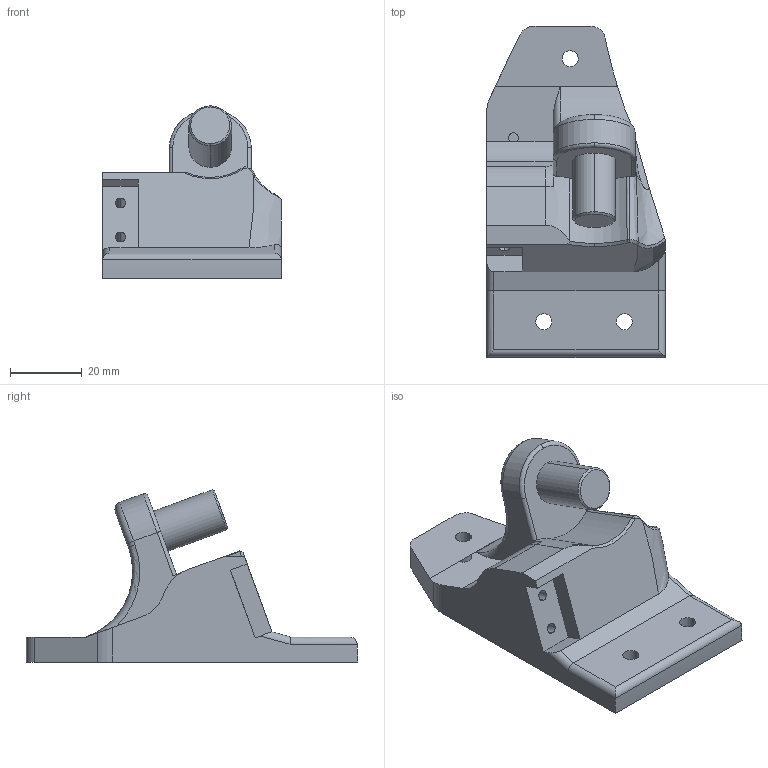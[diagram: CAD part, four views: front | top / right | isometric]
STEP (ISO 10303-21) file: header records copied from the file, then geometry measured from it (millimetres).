
FILE_DESCRIPTION (( 'STEP AP203' ), '1' );
FILE_NAME ('04_rollmount right_20°_v5_2020base.STEP', '2020-06-15T08:57:14', ( '' ), ( '' ), 'SwSTEP 2.0', 'SolidWorks 2020', '' );
FILE_SCHEMA (( 'CONFIG_CONTROL_DESIGN' ));
Length unit declared in the file: millimetre
Products named in the file (1): 04_rollmount right_20起v5_2020base
Bounding box: 50 x 92.63 x 48.18 mm (x, y, z)
Volume: 63425.3 mm3; surface area: 14643 mm2
Topology: 1 solids, 1 shells, 87 faces, 229 edges, 147 vertices
Faces by surface type: cylinder 33, plane 28, bspline 15, cone 6, torus 5
Entity records: 3514 total; most frequent: CARTESIAN_POINT 1408, ORIENTED_EDGE 458, DIRECTION 380, EDGE_CURVE 229, VERTEX_POINT 147, AXIS2_PLACEMENT_3D 146, EDGE_LOOP 98, LINE 88
